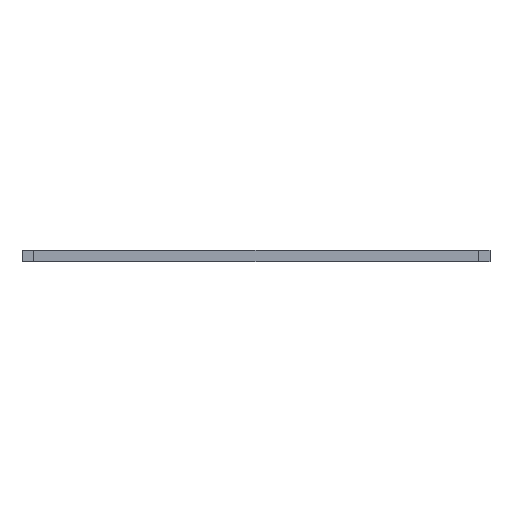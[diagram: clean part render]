
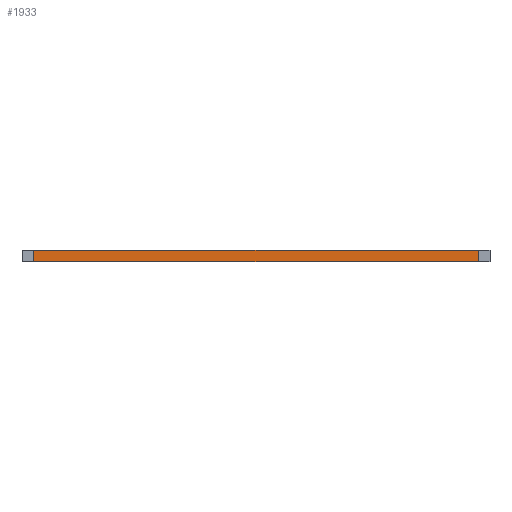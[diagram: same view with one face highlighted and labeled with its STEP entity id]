
A CAD part, front view. The second image highlights one B-rep face of the part: STEP entity #1933.
In plain terms, the highlighted planar face has unit normal (0, -1, 0).
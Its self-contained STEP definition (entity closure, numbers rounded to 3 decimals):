
#51=PLANE('',#2079);
#147=FACE_OUTER_BOUND('',#255,.T.);
#255=EDGE_LOOP('',(#1450,#1451,#1452,#1453));
#404=LINE('',#2892,#635);
#406=LINE('',#2896,#637);
#407=LINE('',#2898,#638);
#408=LINE('',#2899,#639);
#635=VECTOR('',#2347,10.);
#637=VECTOR('',#2351,10.);
#638=VECTOR('',#2352,10.);
#639=VECTOR('',#2353,10.);
#913=VERTEX_POINT('',#2889);
#914=VERTEX_POINT('',#2891);
#915=VERTEX_POINT('',#2895);
#916=VERTEX_POINT('',#2897);
#1120=EDGE_CURVE('',#914,#913,#404,.T.);
#1122=EDGE_CURVE('',#915,#914,#406,.T.);
#1123=EDGE_CURVE('',#916,#913,#407,.T.);
#1124=EDGE_CURVE('',#915,#916,#408,.T.);
#1450=ORIENTED_EDGE('',*,*,#1122,.T.);
#1451=ORIENTED_EDGE('',*,*,#1120,.T.);
#1452=ORIENTED_EDGE('',*,*,#1123,.F.);
#1453=ORIENTED_EDGE('',*,*,#1124,.F.);
#1933=ADVANCED_FACE('',(#147),#51,.T.);
#2079=AXIS2_PLACEMENT_3D('',#2894,#2349,#2350);
#2347=DIRECTION('',(0.,0.,-1.));
#2349=DIRECTION('center_axis',(0.,-1.,0.));
#2350=DIRECTION('ref_axis',(-1.,0.,0.));
#2351=DIRECTION('',(-1.,0.,0.));
#2352=DIRECTION('',(-1.,0.,0.));
#2353=DIRECTION('',(0.,0.,-1.));
#2889=CARTESIAN_POINT('',(0.,0.,3.));
#2891=CARTESIAN_POINT('',(0.,0.,5.));
#2892=CARTESIAN_POINT('',(0.,0.,5.));
#2894=CARTESIAN_POINT('Origin',(75.,0.,5.));
#2895=CARTESIAN_POINT('',(75.,0.,5.));
#2896=CARTESIAN_POINT('',(75.,0.,5.));
#2897=CARTESIAN_POINT('',(75.,0.,3.));
#2898=CARTESIAN_POINT('',(75.,0.,3.));
#2899=CARTESIAN_POINT('',(75.,0.,5.));
